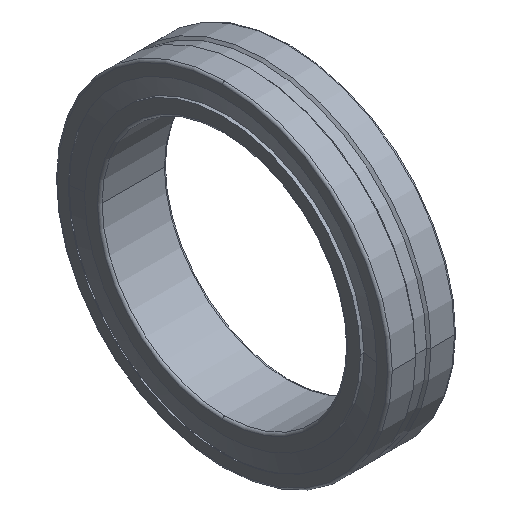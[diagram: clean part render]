
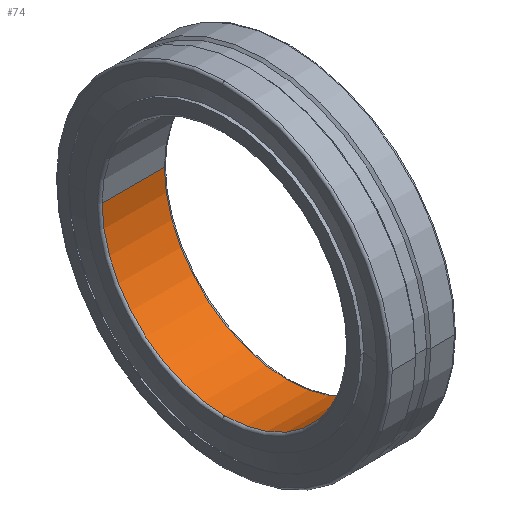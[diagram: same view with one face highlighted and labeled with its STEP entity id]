
A CAD part, isometric view. The second image highlights one B-rep face of the part: STEP entity #74.
In plain terms, the highlighted cylindrical face has radius 110 mm (diameter 220 mm), a partial arc.
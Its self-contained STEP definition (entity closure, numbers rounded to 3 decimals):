
#74=ADVANCED_FACE('',(#137),#138,.F.);
#137=FACE_OUTER_BOUND('',#258,.T.);
#138=CYLINDRICAL_SURFACE('',#259,110.0);
#258=EDGE_LOOP('',(#404,#405,#406,#407,#408,#409));
#259=AXIS2_PLACEMENT_3D('',#410,#411,#412);
#404=ORIENTED_EDGE('',*,*,#880,.F.);
#405=ORIENTED_EDGE('',*,*,#875,.F.);
#406=ORIENTED_EDGE('',*,*,#881,.F.);
#407=ORIENTED_EDGE('',*,*,#882,.F.);
#408=ORIENTED_EDGE('',*,*,#883,.T.);
#409=ORIENTED_EDGE('',*,*,#884,.T.);
#410=CARTESIAN_POINT('',(30.0,0.0,0.0));
#411=DIRECTION('',(1.0,0.0,0.0));
#412=DIRECTION('',(0.0,1.0,0.0));
#875=EDGE_CURVE('',#1043,#1046,#1047,.T.);
#880=EDGE_CURVE('',#1046,#1055,#1056,.T.);
#881=EDGE_CURVE('',#1057,#1043,#1058,.T.);
#882=EDGE_CURVE('',#1059,#1057,#1060,.T.);
#883=EDGE_CURVE('',#1059,#1061,#1062,.T.);
#884=EDGE_CURVE('',#1061,#1055,#1063,.T.);
#1043=VERTEX_POINT('',#1308);
#1046=VERTEX_POINT('',#1311);
#1047=CIRCLE('',#1312,110.0);
#1055=VERTEX_POINT('',#1320);
#1056=LINE('',#1321,#1322);
#1057=VERTEX_POINT('',#1323);
#1058=CIRCLE('',#1324,110.0);
#1059=VERTEX_POINT('',#1325);
#1060=LINE('',#1326,#1327);
#1061=VERTEX_POINT('',#1328);
#1062=CIRCLE('',#1329,110.0);
#1063=CIRCLE('',#1330,110.0);
#1308=CARTESIAN_POINT('',(2.1,0.,-110.0));
#1311=CARTESIAN_POINT('',(2.1,110.0,0.0));
#1312=AXIS2_PLACEMENT_3D('',#1673,#1674,#1675);
#1320=CARTESIAN_POINT('',(57.9,110.0,0.0));
#1321=CARTESIAN_POINT('',(30.0,110.0,0.));
#1322=VECTOR('',#1688,1.0);
#1323=CARTESIAN_POINT('',(2.1,-110.0,0.));
#1324=AXIS2_PLACEMENT_3D('',#1689,#1690,#1691);
#1325=CARTESIAN_POINT('',(57.9,-110.0,0.));
#1326=CARTESIAN_POINT('',(30.0,-110.0,0.));
#1327=VECTOR('',#1692,1.0);
#1328=CARTESIAN_POINT('',(57.9,0.,-110.0));
#1329=AXIS2_PLACEMENT_3D('',#1693,#1694,#1695);
#1330=AXIS2_PLACEMENT_3D('',#1696,#1697,#1698);
#1673=CARTESIAN_POINT('',(2.1,0.0,0.0));
#1674=DIRECTION('',(1.0,0.0,0.0));
#1675=DIRECTION('',(0.0,1.0,0.0));
#1688=DIRECTION('',(1.0,-0.0,0.0));
#1689=CARTESIAN_POINT('',(2.1,0.0,0.0));
#1690=DIRECTION('',(1.0,0.0,0.0));
#1691=DIRECTION('',(0.0,1.0,0.0));
#1692=DIRECTION('',(-1.0,-0.0,0.0));
#1693=CARTESIAN_POINT('',(57.9,0.0,0.0));
#1694=DIRECTION('',(1.0,0.0,0.0));
#1695=DIRECTION('',(0.0,1.0,0.0));
#1696=CARTESIAN_POINT('',(57.9,0.0,0.0));
#1697=DIRECTION('',(1.0,0.0,0.0));
#1698=DIRECTION('',(0.0,1.0,0.0));
